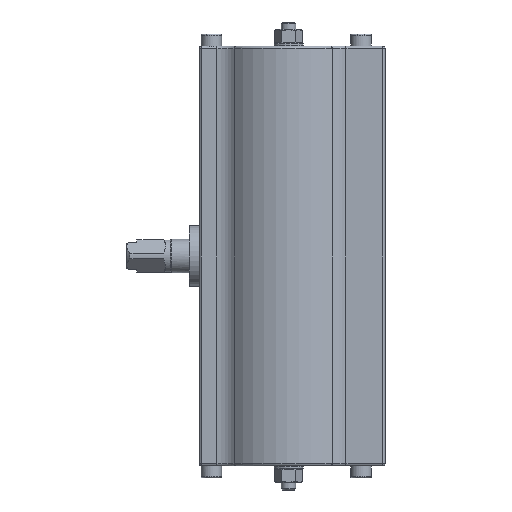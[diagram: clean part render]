
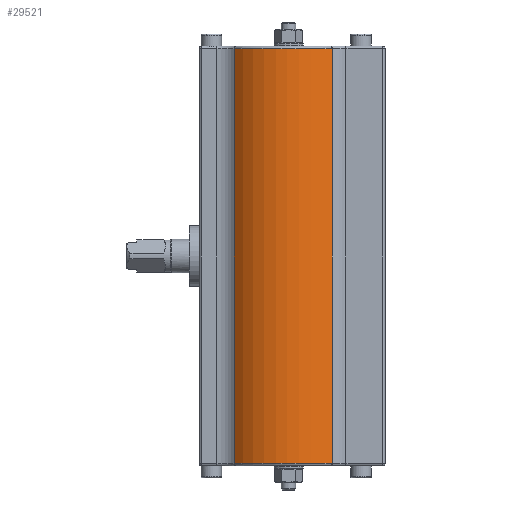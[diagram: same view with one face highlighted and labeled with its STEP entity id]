
A CAD part, left-side view. The second image highlights one B-rep face of the part: STEP entity #29521.
In plain terms, the highlighted cylindrical face has radius 31.5 mm (diameter 63 mm), a partial arc.
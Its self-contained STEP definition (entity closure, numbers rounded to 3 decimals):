
#18220=CARTESIAN_POINT('',(-22.012,22.533,-86.0));
#18221=VERTEX_POINT('',#18220);
#18240=CARTESIAN_POINT('',(-25.807,-18.062,-86.0));
#18241=VERTEX_POINT('',#18240);
#18249=CARTESIAN_POINT('',(0.,0.0,-86.0));
#18250=DIRECTION('',(0.,0.,-1.));
#18251=DIRECTION('',(-0.996,0.093,0.));
#18252=AXIS2_PLACEMENT_3D('',#18249,#18250,#18251);
#18253=CIRCLE('',#18252,31.5);
#18254=EDGE_CURVE('',#18241,#18221,#18253,.T.);
#25279=CARTESIAN_POINT('',(-22.012,22.533,86.));
#25280=VERTEX_POINT('',#25279);
#25288=CARTESIAN_POINT('',(-25.807,-18.062,86.));
#25289=VERTEX_POINT('',#25288);
#25290=CARTESIAN_POINT('',(0.,0.,86.));
#25291=DIRECTION('',(0.,0.,-1.));
#25292=DIRECTION('',(-0.996,0.093,0.));
#25293=AXIS2_PLACEMENT_3D('',#25290,#25291,#25292);
#25294=CIRCLE('',#25293,31.5);
#25295=EDGE_CURVE('',#25289,#25280,#25294,.T.);
#29495=CARTESIAN_POINT('',(-22.012,22.533,-86.0));
#29496=DIRECTION('',(0.0,0.0,1.0));
#29497=VECTOR('',#29496,172.0);
#29498=LINE('',#29495,#29497);
#29499=EDGE_CURVE('',#18221,#25280,#29498,.T.);
#29505=CARTESIAN_POINT('',(0.0,0.0,0.0));
#29506=DIRECTION('',(0.0,0.0,1.0));
#29507=DIRECTION('',(-0.699,0.715,0.0));
#29508=AXIS2_PLACEMENT_3D('',#29505,#29506,#29507);
#29509=CYLINDRICAL_SURFACE('',#29508,31.5);
#29510=ORIENTED_EDGE('',*,*,#29499,.F.);
#29511=ORIENTED_EDGE('',*,*,#18254,.F.);
#29512=CARTESIAN_POINT('',(-25.807,-18.062,-86.0));
#29513=DIRECTION('',(0.0,0.0,1.0));
#29514=VECTOR('',#29513,172.0);
#29515=LINE('',#29512,#29514);
#29516=EDGE_CURVE('',#18241,#25289,#29515,.T.);
#29517=ORIENTED_EDGE('',*,*,#29516,.T.);
#29518=ORIENTED_EDGE('',*,*,#25295,.T.);
#29519=EDGE_LOOP('',(#29510,#29511,#29517,#29518));
#29520=FACE_OUTER_BOUND('',#29519,.T.);
#29521=ADVANCED_FACE('',(#29520),#29509,.T.);
